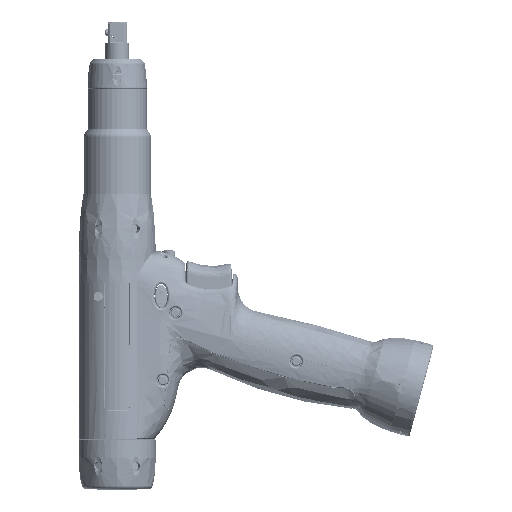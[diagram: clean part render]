
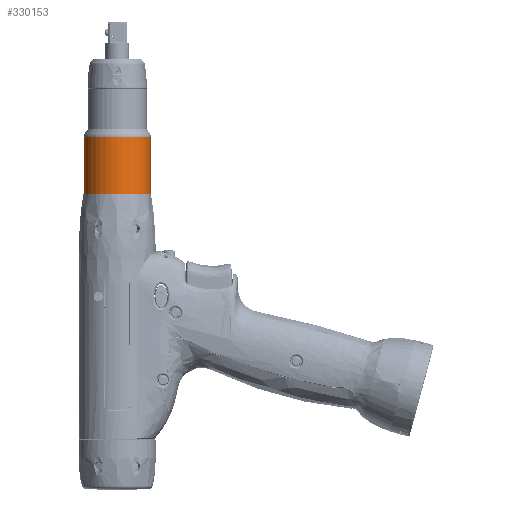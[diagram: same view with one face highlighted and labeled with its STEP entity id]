
A CAD part, left-side view. The second image highlights one B-rep face of the part: STEP entity #330153.
In plain terms, the highlighted cylindrical face has radius 17 mm (diameter 34 mm), a partial arc.
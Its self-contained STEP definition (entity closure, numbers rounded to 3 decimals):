
#327789=CARTESIAN_POINT('',(0.,0.,0.));
#327790=DIRECTION('',(0.,0.,1.));
#327791=DIRECTION('',(0.,1.,0.));
#327792=AXIS2_PLACEMENT_3D('',#327789,#327790,#327791);
#327797=CARTESIAN_POINT('',(0.,0.,-28.808));
#327798=DIRECTION('',(0.,0.,-1.));
#327799=DIRECTION('',(0.,-1.,0.));
#327800=AXIS2_PLACEMENT_3D('',#327797,#327798,#327799);
#327805=DIRECTION('',(0.,0.,1.));
#327806=VECTOR('',#327805,28.808);
#327807=CARTESIAN_POINT('',(0.,17.,-28.808));
#327808=LINE('',#327807,#327806);
#327812=DIRECTION('',(0.,0.,1.));
#327813=VECTOR('',#327812,28.808);
#327814=CARTESIAN_POINT('',(0.,-17.,-28.808));
#327815=LINE('',#327814,#327813);
#329649=CARTESIAN_POINT('',(0.,-17.,-28.808));
#329650=CARTESIAN_POINT('',(0.,17.,-28.808));
#329651=VERTEX_POINT('',#329649);
#329652=VERTEX_POINT('',#329650);
#329657=CARTESIAN_POINT('',(0.,17.,0.));
#329658=VERTEX_POINT('',#329657);
#329659=CARTESIAN_POINT('',(0.,-17.,0.));
#329660=VERTEX_POINT('',#329659);
#330139=CARTESIAN_POINT('',(0.,0.,44.185));
#330140=DIRECTION('',(0.,0.,-1.));
#330141=DIRECTION('',(0.,-1.,0.));
#330142=AXIS2_PLACEMENT_3D('',#330139,#330140,#330141);
#330143=CYLINDRICAL_SURFACE('',#330142,17.);
#330145=ORIENTED_EDGE('',*,*,#330144,.T.);
#330147=ORIENTED_EDGE('',*,*,#330146,.T.);
#330148=ORIENTED_EDGE('',*,*,#330134,.T.);
#330150=ORIENTED_EDGE('',*,*,#330149,.F.);
#330151=EDGE_LOOP('',(#330145,#330147,#330148,#330150));
#330152=FACE_OUTER_BOUND('',#330151,.F.);
#330153=ADVANCED_FACE('',(#330152),#330143,.T.);
#327793=CIRCLE('',#327792,17.);
#327801=CIRCLE('',#327800,17.);
#330134=EDGE_CURVE('',#329658,#329660,#327793,.T.);
#330144=EDGE_CURVE('',#329651,#329652,#327801,.T.);
#330146=EDGE_CURVE('',#329652,#329658,#327808,.T.);
#330149=EDGE_CURVE('',#329651,#329660,#327815,.T.);
